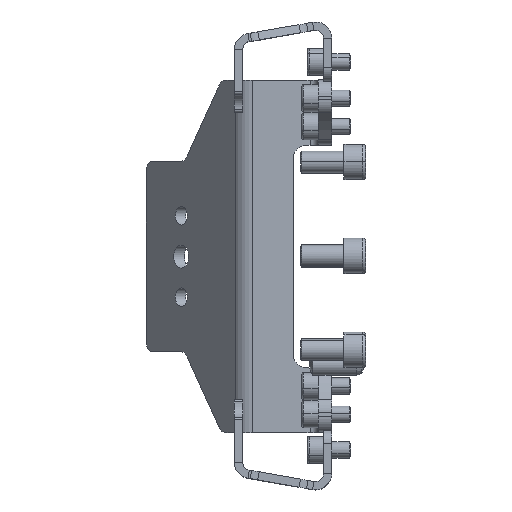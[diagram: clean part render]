
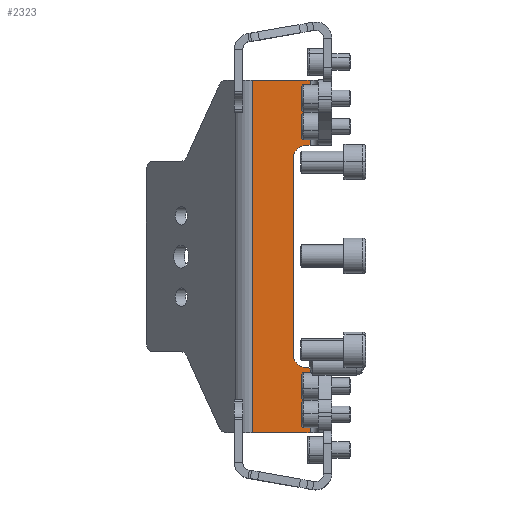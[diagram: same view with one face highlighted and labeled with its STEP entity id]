
A CAD part, top view. The second image highlights one B-rep face of the part: STEP entity #2323.
In plain terms, the highlighted planar face has unit normal (0, 0, 1).
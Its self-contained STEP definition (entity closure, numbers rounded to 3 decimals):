
#35 = DIRECTION ( 'NONE',  ( 1., 0., 0. ) ) ;
#152 = EDGE_CURVE ( 'NONE', #15028, #11578, #10496, .T. ) ;
#197 = DIRECTION ( 'NONE',  ( 0., 0., -1. ) ) ;
#577 = DIRECTION ( 'NONE',  ( -1., 0., 0. ) ) ;
#1046 = CARTESIAN_POINT ( 'NONE',  ( 1340., 1579., -85. ) ) ;
#1178 = EDGE_CURVE ( 'NONE', #3259, #9689, #17769, .T. ) ;
#1197 = VERTEX_POINT ( 'NONE', #8534 ) ;
#1233 = FACE_OUTER_BOUND ( 'NONE', #18724, .T. ) ;
#1379 = VECTOR ( 'NONE', #7655, 1000. ) ;
#1621 = DIRECTION ( 'NONE',  ( 0., 1., 0. ) ) ;
#1824 = CARTESIAN_POINT ( 'NONE',  ( 1337., 1685., -85. ) ) ;
#1982 = EDGE_CURVE ( 'NONE', #2435, #1197, #15383, .T. ) ;
#1983 = CARTESIAN_POINT ( 'NONE',  ( 1340., 1685., -85. ) ) ;
#2151 = ORIENTED_EDGE ( 'NONE', *, *, #4676, .T. ) ;
#2323 = ADVANCED_FACE ( 'NONE', ( #1233 ), #18043, .F. ) ;
#2429 = CARTESIAN_POINT ( 'NONE',  ( 1315.73, 1555., -85. ) ) ;
#2435 = VERTEX_POINT ( 'NONE', #19142 ) ;
#2611 = AXIS2_PLACEMENT_3D ( 'NONE', #14223, #197, #6250 ) ;
#2932 = DIRECTION ( 'NONE',  ( 0., 0., -1. ) ) ;
#3259 = VERTEX_POINT ( 'NONE', #8954 ) ;
#3326 = CARTESIAN_POINT ( 'NONE',  ( 1335.73, 1579., -85. ) ) ;
#3702 = VECTOR ( 'NONE', #6840, 1000. ) ;
#3977 = VECTOR ( 'NONE', #13270, 1000. ) ;
#4301 = CARTESIAN_POINT ( 'NONE',  ( 1340., 1555., -85. ) ) ;
#4436 = DIRECTION ( 'NONE',  ( 1., 0., 0. ) ) ;
#4656 = CARTESIAN_POINT ( 'NONE',  ( 1340., 1555., -85. ) ) ;
#4676 = EDGE_CURVE ( 'NONE', #9691, #11578, #8183, .T. ) ;
#4799 = LINE ( 'NONE', #8006, #5799 ) ;
#5306 = ORIENTED_EDGE ( 'NONE', *, *, #152, .F. ) ;
#5454 = CIRCLE ( 'NONE', #2611, 5. ) ;
#5700 = VERTEX_POINT ( 'NONE', #11244 ) ;
#5797 = VERTEX_POINT ( 'NONE', #11633 ) ;
#5799 = VECTOR ( 'NONE', #1621, 1000. ) ;
#6054 = ORIENTED_EDGE ( 'NONE', *, *, #18453, .T. ) ;
#6250 = DIRECTION ( 'NONE',  ( 1., 0., 0. ) ) ;
#6528 = CARTESIAN_POINT ( 'NONE',  ( 1335.73, 1656., -85. ) ) ;
#6840 = DIRECTION ( 'NONE',  ( -1., 0., 0. ) ) ;
#7089 = CIRCLE ( 'NONE', #19611, 5. ) ;
#7586 = CARTESIAN_POINT ( 'NONE',  ( 1330.73, 1555., -85. ) ) ;
#7635 = CARTESIAN_POINT ( 'NONE',  ( 1340., 1661., -85. ) ) ;
#7655 = DIRECTION ( 'NONE',  ( 0., 1., 0. ) ) ;
#8006 = CARTESIAN_POINT ( 'NONE',  ( 1337., 1555., -85. ) ) ;
#8183 = LINE ( 'NONE', #1983, #15481 ) ;
#8226 = EDGE_CURVE ( 'NONE', #17886, #15028, #11111, .T. ) ;
#8534 = CARTESIAN_POINT ( 'NONE',  ( 1337., 1661., -85. ) ) ;
#8712 = LINE ( 'NONE', #8815, #3977 ) ;
#8815 = CARTESIAN_POINT ( 'NONE',  ( 1337., 1555., -85. ) ) ;
#8854 = CARTESIAN_POINT ( 'NONE',  ( 1315.73, 1555., -85. ) ) ;
#8954 = CARTESIAN_POINT ( 'NONE',  ( 1337., 1579., -85. ) ) ;
#9330 = ORIENTED_EDGE ( 'NONE', *, *, #1178, .T. ) ;
#9689 = VERTEX_POINT ( 'NONE', #3326 ) ;
#9691 = VERTEX_POINT ( 'NONE', #1824 ) ;
#9796 = DIRECTION ( 'NONE',  ( -1., 0., 0. ) ) ;
#10496 = LINE ( 'NONE', #8854, #1379 ) ;
#11111 = LINE ( 'NONE', #4656, #13101 ) ;
#11244 = CARTESIAN_POINT ( 'NONE',  ( 1330.73, 1584., -85. ) ) ;
#11578 = VERTEX_POINT ( 'NONE', #13651 ) ;
#11597 = ORIENTED_EDGE ( 'NONE', *, *, #16265, .T. ) ;
#11633 = CARTESIAN_POINT ( 'NONE',  ( 1330.73, 1656., -85. ) ) ;
#12250 = ORIENTED_EDGE ( 'NONE', *, *, #14269, .T. ) ;
#12499 = DIRECTION ( 'NONE',  ( 0., 0., -1. ) ) ;
#12626 = ORIENTED_EDGE ( 'NONE', *, *, #15777, .T. ) ;
#13101 = VECTOR ( 'NONE', #577, 1000. ) ;
#13270 = DIRECTION ( 'NONE',  ( 0., 1., 0. ) ) ;
#13346 = DIRECTION ( 'NONE',  ( 0., 1., 0. ) ) ;
#13552 = LINE ( 'NONE', #7586, #19800 ) ;
#13651 = CARTESIAN_POINT ( 'NONE',  ( 1315.73, 1685., -85. ) ) ;
#14223 = CARTESIAN_POINT ( 'NONE',  ( 1335.73, 1584., -85. ) ) ;
#14269 = EDGE_CURVE ( 'NONE', #5700, #5797, #13552, .T. ) ;
#15028 = VERTEX_POINT ( 'NONE', #2429 ) ;
#15189 = CARTESIAN_POINT ( 'NONE',  ( 1337., 1555., -85. ) ) ;
#15383 = LINE ( 'NONE', #7635, #16255 ) ;
#15481 = VECTOR ( 'NONE', #9796, 1000. ) ;
#15777 = EDGE_CURVE ( 'NONE', #9689, #5700, #5454, .T. ) ;
#15813 = ORIENTED_EDGE ( 'NONE', *, *, #8226, .F. ) ;
#16255 = VECTOR ( 'NONE', #4436, 1000. ) ;
#16265 = EDGE_CURVE ( 'NONE', #17886, #3259, #4799, .T. ) ;
#16944 = EDGE_CURVE ( 'NONE', #5797, #2435, #7089, .T. ) ;
#17769 = LINE ( 'NONE', #1046, #3702 ) ;
#17886 = VERTEX_POINT ( 'NONE', #15189 ) ;
#17889 = AXIS2_PLACEMENT_3D ( 'NONE', #4301, #2932, #35 ) ;
#18043 = PLANE ( 'NONE',  #17889 ) ;
#18214 = ORIENTED_EDGE ( 'NONE', *, *, #1982, .T. ) ;
#18453 = EDGE_CURVE ( 'NONE', #1197, #9691, #8712, .T. ) ;
#18505 = ORIENTED_EDGE ( 'NONE', *, *, #16944, .T. ) ;
#18678 = DIRECTION ( 'NONE',  ( 1., 0., 0. ) ) ;
#18724 = EDGE_LOOP ( 'NONE', ( #12250, #18505, #18214, #6054, #2151, #5306, #15813, #11597, #9330, #12626 ) ) ;
#19142 = CARTESIAN_POINT ( 'NONE',  ( 1335.73, 1661., -85. ) ) ;
#19611 = AXIS2_PLACEMENT_3D ( 'NONE', #6528, #12499, #18678 ) ;
#19800 = VECTOR ( 'NONE', #13346, 1000. ) ;
